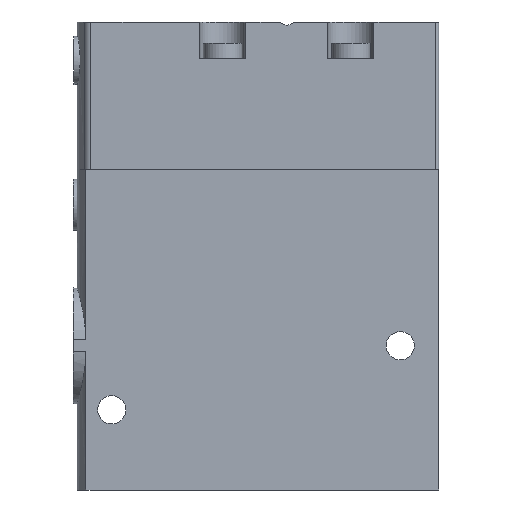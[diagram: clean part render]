
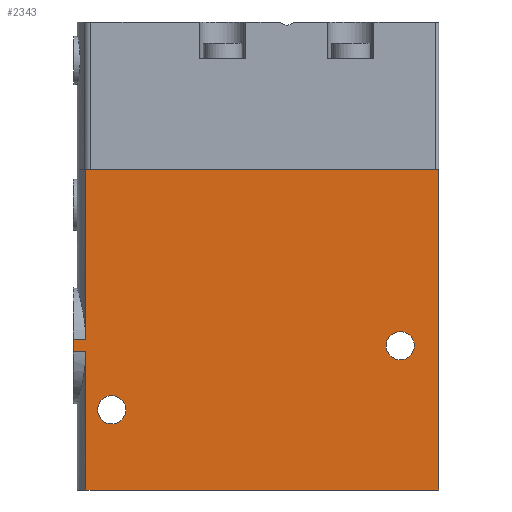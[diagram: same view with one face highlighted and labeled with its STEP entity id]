
A CAD part, left-side view. The second image highlights one B-rep face of the part: STEP entity #2343.
In plain terms, the highlighted face is planar.
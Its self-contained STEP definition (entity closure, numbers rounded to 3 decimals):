
#222=LINE('',#3565,#346);
#225=LINE('',#3574,#349);
#226=LINE('',#3587,#350);
#228=LINE('',#3605,#352);
#230=LINE('',#3610,#354);
#233=LINE('',#3632,#357);
#236=LINE('',#3645,#360);
#237=LINE('',#3646,#361);
#346=VECTOR('',#2834,1000.);
#349=VECTOR('',#2841,1000.);
#350=VECTOR('',#2844,1000.);
#352=VECTOR('',#2850,1000.);
#354=VECTOR('',#2856,1000.);
#357=VECTOR('',#2865,1000.);
#360=VECTOR('',#2880,1000.);
#361=VECTOR('',#2881,1000.);
#506=ORIENTED_EDGE('',*,*,#1178,.T.);
#507=ORIENTED_EDGE('',*,*,#1179,.T.);
#508=ORIENTED_EDGE('',*,*,#1160,.T.);
#509=ORIENTED_EDGE('',*,*,#1173,.F.);
#510=ORIENTED_EDGE('',*,*,#1180,.F.);
#511=ORIENTED_EDGE('',*,*,#1154,.T.);
#512=ORIENTED_EDGE('',*,*,#1181,.T.);
#513=ORIENTED_EDGE('',*,*,#1167,.F.);
#514=ORIENTED_EDGE('',*,*,#1158,.T.);
#515=ORIENTED_EDGE('',*,*,#1164,.T.);
#1154=EDGE_CURVE('',#1496,#1495,#222,.T.);
#1158=EDGE_CURVE('',#1500,#1499,#225,.F.);
#1160=EDGE_CURVE('',#1501,#1502,#226,.T.);
#1164=EDGE_CURVE('',#1499,#1501,#228,.T.);
#1167=EDGE_CURVE('',#1500,#1506,#230,.T.);
#1173=EDGE_CURVE('',#1510,#1502,#233,.T.);
#1178=EDGE_CURVE('',#1513,#1513,#1735,.T.);
#1179=EDGE_CURVE('',#1514,#1514,#1736,.T.);
#1180=EDGE_CURVE('',#1496,#1510,#236,.T.);
#1181=EDGE_CURVE('',#1495,#1506,#237,.T.);
#1495=VERTEX_POINT('',#3564);
#1496=VERTEX_POINT('',#3566);
#1499=VERTEX_POINT('',#3573);
#1500=VERTEX_POINT('',#3575);
#1501=VERTEX_POINT('',#3588);
#1502=VERTEX_POINT('',#3589);
#1506=VERTEX_POINT('',#3611);
#1510=VERTEX_POINT('',#3631);
#1513=VERTEX_POINT('',#3642);
#1514=VERTEX_POINT('',#3644);
#1735=CIRCLE('',#2539,2.2);
#1736=CIRCLE('',#2540,2.2);
#1880=EDGE_LOOP('',(#506));
#1881=EDGE_LOOP('',(#507));
#1882=EDGE_LOOP('',(#508,#509,#510,#511,#512,#513,#514,#515));
#2092=FACE_BOUND('',#1880,.T.);
#2093=FACE_BOUND('',#1881,.T.);
#2094=FACE_BOUND('',#1882,.T.);
#2294=PLANE('',#2538);
#2343=ADVANCED_FACE('',(#2092,#2093,#2094),#2294,.F.);
#2538=AXIS2_PLACEMENT_3D('',#3640,#2874,#2875);
#2539=AXIS2_PLACEMENT_3D('',#3641,#2876,#2877);
#2540=AXIS2_PLACEMENT_3D('',#3643,#2878,#2879);
#2834=DIRECTION('',(-1.,0.,0.));
#2841=DIRECTION('',(0.,-1.,0.));
#2844=DIRECTION('',(0.,-1.,0.));
#2850=DIRECTION('',(1.,0.,0.));
#2856=DIRECTION('',(-1.,0.,0.));
#2865=DIRECTION('',(-1.,0.,0.));
#2874=DIRECTION('',(0.,0.,1.));
#2875=DIRECTION('',(1.,0.,0.));
#2876=DIRECTION('',(0.,0.,1.));
#2877=DIRECTION('',(1.,0.,0.));
#2878=DIRECTION('',(0.,0.,1.));
#2879=DIRECTION('',(1.,0.,0.));
#2880=DIRECTION('',(0.,1.,0.));
#2881=DIRECTION('',(0.,1.,0.));
#3564=CARTESIAN_POINT('',(0.,0.,-9.));
#3565=CARTESIAN_POINT('',(50.,0.,-9.));
#3566=CARTESIAN_POINT('',(50.,0.,-9.));
#3573=CARTESIAN_POINT('',(26.55,57.,-9.));
#3574=CARTESIAN_POINT('',(26.55,0.,-9.));
#3575=CARTESIAN_POINT('',(26.55,55.018,-9.));
#3587=CARTESIAN_POINT('',(28.45,0.,-9.));
#3588=CARTESIAN_POINT('',(28.45,57.,-9.));
#3589=CARTESIAN_POINT('',(28.45,55.018,-9.));
#3605=CARTESIAN_POINT('',(27.5,57.,-9.));
#3610=CARTESIAN_POINT('',(50.,55.018,-9.));
#3611=CARTESIAN_POINT('',(0.,55.018,-9.));
#3631=CARTESIAN_POINT('',(50.,55.018,-9.));
#3632=CARTESIAN_POINT('',(50.,55.018,-9.));
#3640=CARTESIAN_POINT('',(50.,0.,-9.));
#3641=CARTESIAN_POINT('',(27.5,6.,-9.));
#3642=CARTESIAN_POINT('',(29.7,6.,-9.));
#3643=CARTESIAN_POINT('',(37.5,51.,-9.));
#3644=CARTESIAN_POINT('',(39.7,51.,-9.));
#3645=CARTESIAN_POINT('',(50.,0.,-9.));
#3646=CARTESIAN_POINT('',(0.,0.,-9.));
